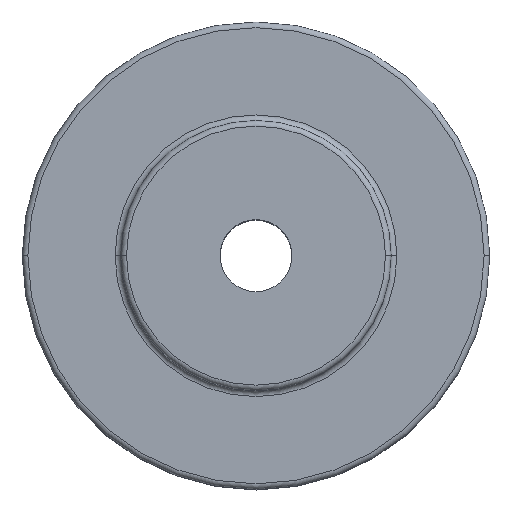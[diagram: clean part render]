
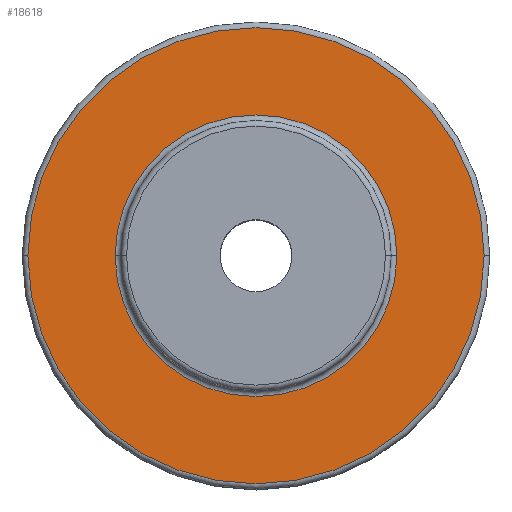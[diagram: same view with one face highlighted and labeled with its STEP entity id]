
A CAD part, top view. The second image highlights one B-rep face of the part: STEP entity #18618.
In plain terms, the highlighted planar face has unit normal (0, 0, 1).
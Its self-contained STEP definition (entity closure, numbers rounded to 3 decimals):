
#13777=CARTESIAN_POINT('',(0.,0.,15.));
#13778=DIRECTION('',(0.,0.,-1.));
#13779=DIRECTION('',(-1.,0.,0.));
#13780=AXIS2_PLACEMENT_3D('',#13777,#13778,#13779);
#13782=CARTESIAN_POINT('',(0.,0.,15.));
#13783=DIRECTION('',(0.,0.,-1.));
#13784=DIRECTION('',(1.,0.,0.));
#13785=AXIS2_PLACEMENT_3D('',#13782,#13783,#13784);
#13787=CARTESIAN_POINT('',(0.,0.,15.));
#13788=DIRECTION('',(0.,0.,1.));
#13789=DIRECTION('',(-1.,0.,0.));
#13790=AXIS2_PLACEMENT_3D('',#13787,#13788,#13789);
#13792=CARTESIAN_POINT('',(0.,0.,15.));
#13793=DIRECTION('',(0.,0.,1.));
#13794=DIRECTION('',(1.,0.,0.));
#13795=AXIS2_PLACEMENT_3D('',#13792,#13793,#13794);
#17712=CARTESIAN_POINT('',(-40.25,0.,15.));
#17713=CARTESIAN_POINT('',(40.25,0.,15.));
#17714=VERTEX_POINT('',#17712);
#17715=VERTEX_POINT('',#17713);
#17716=CARTESIAN_POINT('',(-24.85,0.,15.));
#17717=CARTESIAN_POINT('',(24.85,0.,15.));
#17718=VERTEX_POINT('',#17716);
#17719=VERTEX_POINT('',#17717);
#18603=CARTESIAN_POINT('',(0.,0.,15.));
#18604=DIRECTION('',(0.,0.,1.));
#18605=DIRECTION('',(1.,0.,0.));
#18606=AXIS2_PLACEMENT_3D('',#18603,#18604,#18605);
#18607=PLANE('',#18606);
#18609=ORIENTED_EDGE('',*,*,#18608,.T.);
#18611=ORIENTED_EDGE('',*,*,#18610,.T.);
#18612=EDGE_LOOP('',(#18609,#18611));
#18613=FACE_OUTER_BOUND('',#18612,.F.);
#18614=ORIENTED_EDGE('',*,*,#18583,.T.);
#18615=ORIENTED_EDGE('',*,*,#18596,.T.);
#18616=EDGE_LOOP('',(#18614,#18615));
#18617=FACE_BOUND('',#18616,.F.);
#18618=ADVANCED_FACE('',(#18613,#18617),#18607,.T.);
#13781=CIRCLE('',#13780,40.25);
#13786=CIRCLE('',#13785,40.25);
#13791=CIRCLE('',#13790,24.85);
#13796=CIRCLE('',#13795,24.85);
#18583=EDGE_CURVE('',#17718,#17719,#13791,.T.);
#18596=EDGE_CURVE('',#17719,#17718,#13796,.T.);
#18608=EDGE_CURVE('',#17714,#17715,#13781,.T.);
#18610=EDGE_CURVE('',#17715,#17714,#13786,.T.);
